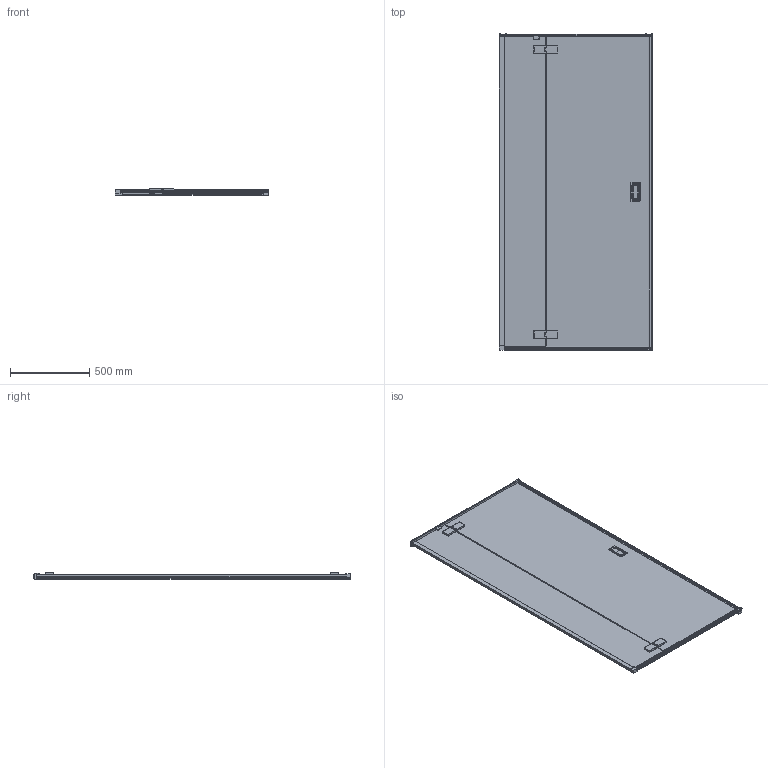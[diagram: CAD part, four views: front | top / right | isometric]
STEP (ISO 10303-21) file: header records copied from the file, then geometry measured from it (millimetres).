
FILE_DESCRIPTION (( 'STEP AP214' ), '1' );
FILE_NAME ('CGM10X.STEP', '2020-04-22T02:28:47', ( '' ), ( '' ), 'SwSTEP 2.0', 'SolidWorks 2016', '' );
FILE_SCHEMA (( 'AUTOMOTIVE_DESIGN' ));
Length unit declared in the file: millimetre
Products named in the file (1): CGM10X
Bounding box: 970 x 2001.3 x 42.77 mm (x, y, z)
Volume: 17592749.9 mm3; surface area: 4509491.7 mm2
Topology: 1 solids, 14 shells, 1441 faces, 3798 edges, 2362 vertices
Faces by surface type: cylinder 533, plane 471, bspline 349, cone 80, torus 8
Entity records: 68252 total; most frequent: CARTESIAN_POINT 35606, ORIENTED_EDGE 7528, DIRECTION 5959, EDGE_CURVE 3764, VERTEX_POINT 2362, AXIS2_PLACEMENT_3D 2149, LINE 1661, VECTOR 1661
